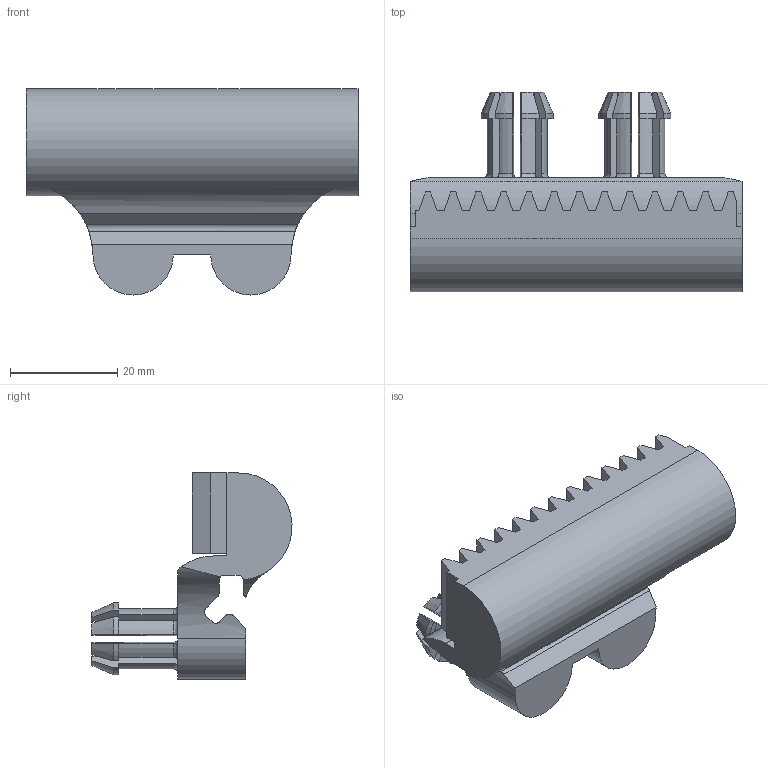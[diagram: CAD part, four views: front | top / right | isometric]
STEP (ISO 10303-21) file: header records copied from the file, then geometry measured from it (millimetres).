
FILE_DESCRIPTION (( 'STEP AP214' ), '1' );
FILE_NAME ('steering rack.STEP', '2024-08-30T07:37:00', ( '' ), ( '' ), 'SwSTEP 2.0', 'SolidWorks 2023', '' );
FILE_SCHEMA (( 'AUTOMOTIVE_DESIGN' ));
Length unit declared in the file: millimetre
Products named in the file (1): steering rack
Bounding box: 62 x 37.36 x 38.5 mm (x, y, z)
Volume: 26103.4 mm3; surface area: 11243.1 mm2
Topology: 1 solids, 1 shells, 251 faces, 695 edges, 462 vertices
Faces by surface type: plane 137, cylinder 50, cone 32, torus 32
Entity records: 8606 total; most frequent: CARTESIAN_POINT 2327, ORIENTED_EDGE 1390, DIRECTION 1201, EDGE_CURVE 695, VERTEX_POINT 462, AXIS2_PLACEMENT_3D 416, VECTOR 369, LINE 369
